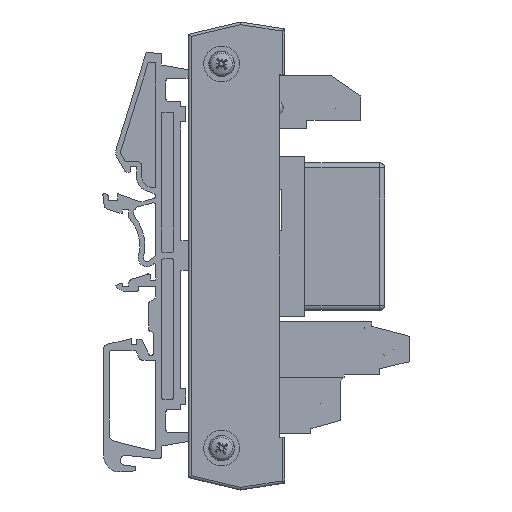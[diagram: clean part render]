
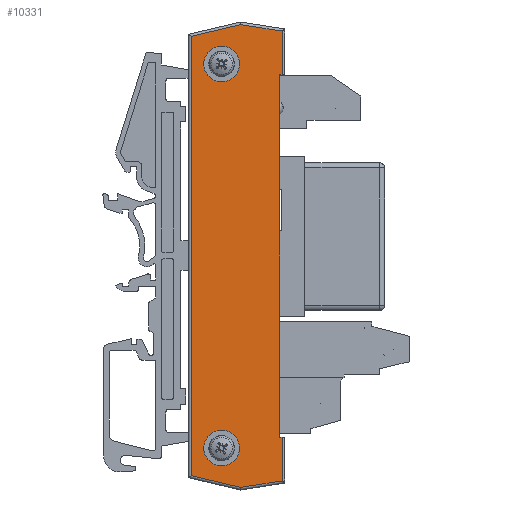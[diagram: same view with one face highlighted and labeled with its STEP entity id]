
A CAD part, left-side view. The second image highlights one B-rep face of the part: STEP entity #10331.
In plain terms, the highlighted face is planar.
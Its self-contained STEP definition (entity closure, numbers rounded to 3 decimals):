
#9870=CARTESIAN_POINT('',(-16.628,6.238,5.0));
#9871=VERTEX_POINT('',#9870);
#9878=CARTESIAN_POINT('',(54.672,6.238,5.0));
#9879=VERTEX_POINT('',#9878);
#9880=CARTESIAN_POINT('',(54.672,6.238,5.0));
#9881=DIRECTION('',(-1.0,0.0,0.0));
#9882=VECTOR('',#9881,71.3);
#9883=LINE('',#9880,#9882);
#9884=EDGE_CURVE('',#9879,#9871,#9883,.T.);
#10127=CARTESIAN_POINT('',(60.272,-5.162,5.0));
#10128=VERTEX_POINT('',#10127);
#10129=CARTESIAN_POINT('',(56.772,-5.162,5.0));
#10130=DIRECTION('',(0.0,0.0,-1.0));
#10131=DIRECTION('',(-1.0,0.0,0.0));
#10132=AXIS2_PLACEMENT_3D('',#10129,#10130,#10131);
#10133=CIRCLE('',#10132,3.5);
#10134=EDGE_CURVE('',#10128,#10128,#10133,.T.);
#10167=CARTESIAN_POINT('',(-15.228,-5.162,5.0));
#10168=VERTEX_POINT('',#10167);
#10169=CARTESIAN_POINT('',(-18.728,-5.162,5.0));
#10170=DIRECTION('',(0.0,0.0,-1.0));
#10171=DIRECTION('',(-1.0,0.0,0.0));
#10172=AXIS2_PLACEMENT_3D('',#10169,#10170,#10171);
#10173=CIRCLE('',#10172,3.5);
#10174=EDGE_CURVE('',#10168,#10168,#10173,.T.);
#10208=CARTESIAN_POINT('',(54.672,6.738,5.0));
#10209=VERTEX_POINT('',#10208);
#10210=CARTESIAN_POINT('',(54.672,6.738,5.0));
#10211=DIRECTION('',(0.0,-1.0,0.0));
#10212=VECTOR('',#10211,0.5);
#10213=LINE('',#10210,#10212);
#10214=EDGE_CURVE('',#10209,#9879,#10213,.T.);
#10239=CARTESIAN_POINT('',(-16.628,6.738,5.0));
#10240=VERTEX_POINT('',#10239);
#10248=CARTESIAN_POINT('',(-16.628,6.238,5.0));
#10249=DIRECTION('',(0.0,1.0,0.0));
#10250=VECTOR('',#10249,0.5);
#10251=LINE('',#10248,#10250);
#10252=EDGE_CURVE('',#9871,#10240,#10251,.T.);
#10261=CARTESIAN_POINT('',(19.022,-2.126,5.0));
#10262=DIRECTION('',(0.0,0.0,1.0));
#10263=DIRECTION('',(1.0,0.0,0.0));
#10264=AXIS2_PLACEMENT_3D('',#10261,#10262,#10263);
#10265=PLANE('',#10264);
#10266=ORIENTED_EDGE('',*,*,#10214,.T.);
#10267=ORIENTED_EDGE('',*,*,#9884,.T.);
#10268=ORIENTED_EDGE('',*,*,#10252,.T.);
#10269=CARTESIAN_POINT('',(-25.176,6.738,5.0));
#10270=VERTEX_POINT('',#10269);
#10271=CARTESIAN_POINT('',(-25.176,6.738,5.0));
#10272=DIRECTION('',(1.0,0.0,0.0));
#10273=VECTOR('',#10272,8.548);
#10274=LINE('',#10271,#10273);
#10275=EDGE_CURVE('',#10270,#10240,#10274,.T.);
#10276=ORIENTED_EDGE('',*,*,#10275,.F.);
#10277=CARTESIAN_POINT('',(-26.459,-1.405,5.0));
#10278=VERTEX_POINT('',#10277);
#10279=CARTESIAN_POINT('',(-26.459,-1.405,5.0));
#10280=DIRECTION('',(0.156,0.988,0.0));
#10281=VECTOR('',#10280,8.244);
#10282=LINE('',#10279,#10281);
#10283=EDGE_CURVE('',#10278,#10270,#10282,.T.);
#10284=ORIENTED_EDGE('',*,*,#10283,.F.);
#10285=CARTESIAN_POINT('',(-24.157,-11.162,5.0));
#10286=VERTEX_POINT('',#10285);
#10287=CARTESIAN_POINT('',(-24.157,-11.162,5.0));
#10288=DIRECTION('',(-0.23,0.973,0.0));
#10289=VECTOR('',#10288,10.024);
#10290=LINE('',#10287,#10289);
#10291=EDGE_CURVE('',#10286,#10278,#10290,.T.);
#10292=ORIENTED_EDGE('',*,*,#10291,.F.);
#10293=CARTESIAN_POINT('',(62.201,-11.162,5.0));
#10294=VERTEX_POINT('',#10293);
#10295=CARTESIAN_POINT('',(62.201,-11.162,5.0));
#10296=DIRECTION('',(-1.0,0.0,0.0));
#10297=VECTOR('',#10296,86.358);
#10298=LINE('',#10295,#10297);
#10299=EDGE_CURVE('',#10294,#10286,#10298,.T.);
#10300=ORIENTED_EDGE('',*,*,#10299,.F.);
#10301=CARTESIAN_POINT('',(64.503,-1.405,5.0));
#10302=VERTEX_POINT('',#10301);
#10303=CARTESIAN_POINT('',(64.503,-1.405,5.0));
#10304=DIRECTION('',(-0.23,-0.973,0.0));
#10305=VECTOR('',#10304,10.024);
#10306=LINE('',#10303,#10305);
#10307=EDGE_CURVE('',#10302,#10294,#10306,.T.);
#10308=ORIENTED_EDGE('',*,*,#10307,.F.);
#10309=CARTESIAN_POINT('',(63.22,6.738,5.0));
#10310=VERTEX_POINT('',#10309);
#10311=CARTESIAN_POINT('',(63.22,6.738,5.0));
#10312=DIRECTION('',(0.156,-0.988,0.0));
#10313=VECTOR('',#10312,8.244);
#10314=LINE('',#10311,#10313);
#10315=EDGE_CURVE('',#10310,#10302,#10314,.T.);
#10316=ORIENTED_EDGE('',*,*,#10315,.F.);
#10317=CARTESIAN_POINT('',(54.672,6.738,5.0));
#10318=DIRECTION('',(1.0,0.0,0.0));
#10319=VECTOR('',#10318,8.548);
#10320=LINE('',#10317,#10319);
#10321=EDGE_CURVE('',#10209,#10310,#10320,.T.);
#10322=ORIENTED_EDGE('',*,*,#10321,.F.);
#10323=EDGE_LOOP('',(#10266,#10267,#10268,#10276,#10284,#10292,#10300,#10308,#10316,#10322));
#10324=FACE_OUTER_BOUND('',#10323,.T.);
#10325=ORIENTED_EDGE('',*,*,#10134,.T.);
#10326=EDGE_LOOP('',(#10325));
#10327=FACE_BOUND('',#10326,.T.);
#10328=ORIENTED_EDGE('',*,*,#10174,.T.);
#10329=EDGE_LOOP('',(#10328));
#10330=FACE_BOUND('',#10329,.T.);
#10331=ADVANCED_FACE('',(#10324,#10327,#10330),#10265,.T.);
